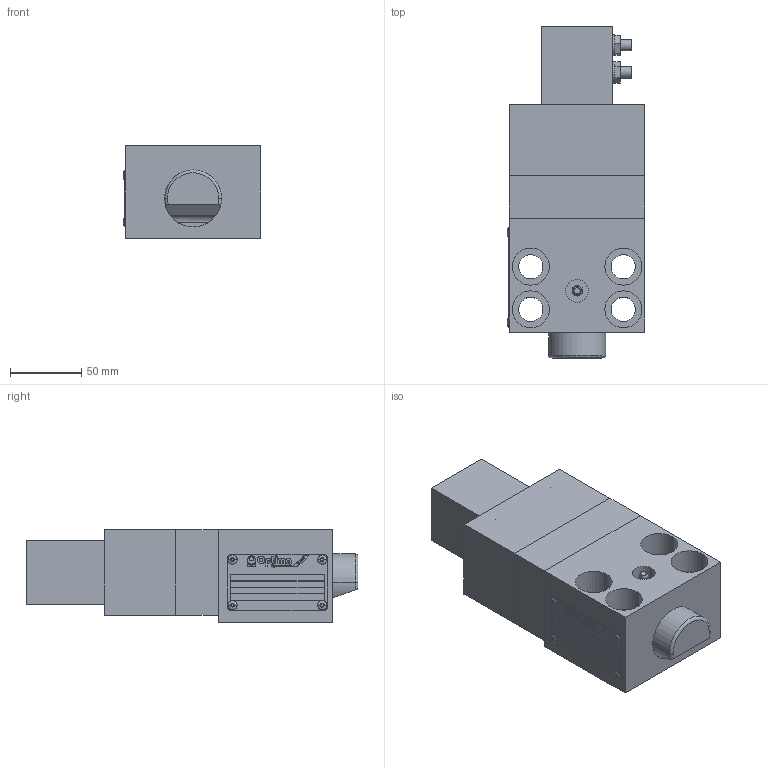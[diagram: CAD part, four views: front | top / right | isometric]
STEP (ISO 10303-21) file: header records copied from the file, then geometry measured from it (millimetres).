
FILE_DESCRIPTION(('STEP AP214'),'1');
FILE_NAME('38466107_HKS50_L_E.stp','2019-09-04T10:35:12',(' '),(' '),'Spatial InterOp 3D',' ',' ');
FILE_SCHEMA(('automotive_design'));
Length unit declared in the file: millimetre
Products named in the file (19): 1; 2; 3; 4; 5; 6; 7; 8; 9; 10; 11; 12; 13; 14; 15; 16; 17; 18; 19
Bounding box: 96.5 x 233.11 x 65 mm (x, y, z)
Volume: 887042.2 mm3; surface area: 193469.1 mm2
Topology: 19 solids, 19 shells, 928 faces, 2285 edges, 1473 vertices
Faces by surface type: plane 417, cylinder 253, extrusion 133, torus 45, cone 40, sphere 24, bspline 8, revolution 8
Entity records: 36178 total; most frequent: CARTESIAN_POINT 6366, ORIENTED_EDGE 4482, DIRECTION 4428, EDGE_CURVE 2241, AXIS2_PLACEMENT_3D 1532, VERTEX_POINT 1473, VECTOR 1356, LINE 1223
